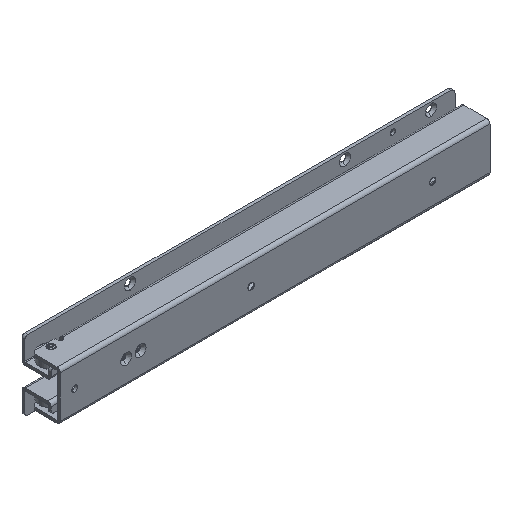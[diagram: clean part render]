
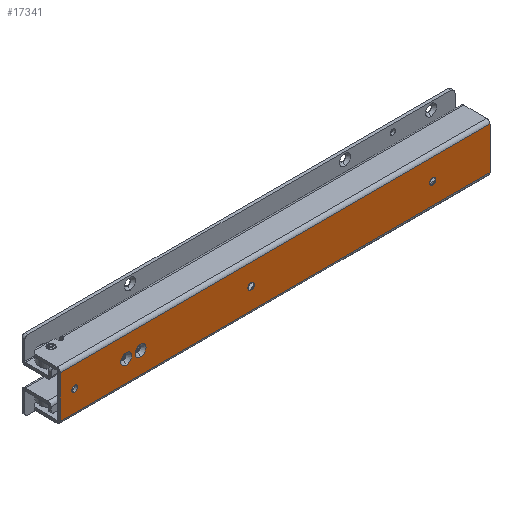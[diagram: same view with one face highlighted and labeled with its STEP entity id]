
A CAD part, isometric view. The second image highlights one B-rep face of the part: STEP entity #17341.
In plain terms, the highlighted face is planar.
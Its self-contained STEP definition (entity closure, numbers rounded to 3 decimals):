
#81 = VERTEX_POINT ( 'NONE', #4065 ) ;
#183 = DIRECTION ( 'NONE',  ( 0., 0., -1. ) ) ;
#281 = DIRECTION ( 'NONE',  ( 0., 0., 1. ) ) ;
#631 = CARTESIAN_POINT ( 'NONE',  ( 250., 0., 0. ) ) ;
#882 = EDGE_CURVE ( 'NONE', #10002, #17749, #5088, .T. ) ;
#914 = CARTESIAN_POINT ( 'NONE',  ( 60., 0., 0. ) ) ;
#1124 = ORIENTED_EDGE ( 'NONE', *, *, #23835, .F. ) ;
#1251 = VERTEX_POINT ( 'NONE', #2308 ) ;
#1733 = EDGE_LOOP ( 'NONE', ( #21007, #1124 ) ) ;
#1866 = VECTOR ( 'NONE', #24190, 1000. ) ;
#1928 = CARTESIAN_POINT ( 'NONE',  ( 250., 0., 3.15 ) ) ;
#2284 = AXIS2_PLACEMENT_3D ( 'NONE', #17066, #9616, #183 ) ;
#2308 = CARTESIAN_POINT ( 'NONE',  ( 250., 0., -3.15 ) ) ;
#2380 = EDGE_CURVE ( 'NONE', #17749, #10002, #19173, .T. ) ;
#2391 = DIRECTION ( 'NONE',  ( 0., 0., -1. ) ) ;
#2761 = EDGE_LOOP ( 'NONE', ( #20149, #14105 ) ) ;
#2884 = ORIENTED_EDGE ( 'NONE', *, *, #18691, .F. ) ;
#2900 = ORIENTED_EDGE ( 'NONE', *, *, #9478, .F. ) ;
#2947 = CARTESIAN_POINT ( 'NONE',  ( 366., 0., 5.75 ) ) ;
#2970 = EDGE_CURVE ( 'NONE', #14098, #6039, #11388, .T. ) ;
#3098 = EDGE_CURVE ( 'NONE', #12742, #15812, #3142, .T. ) ;
#3142 = LINE ( 'NONE', #5234, #1866 ) ;
#3307 = AXIS2_PLACEMENT_3D ( 'NONE', #19133, #9873, #19506 ) ;
#3409 = CARTESIAN_POINT ( 'NONE',  ( 0., 0., 22. ) ) ;
#3576 = DIRECTION ( 'NONE',  ( 0., 0., -1. ) ) ;
#4065 = CARTESIAN_POINT ( 'NONE',  ( 366., 0., -5.75 ) ) ;
#4123 = ORIENTED_EDGE ( 'NONE', *, *, #2970, .F. ) ;
#4431 = DIRECTION ( 'NONE',  ( 0., 0., 1. ) ) ;
#5001 = ORIENTED_EDGE ( 'NONE', *, *, #21580, .T. ) ;
#5004 = ORIENTED_EDGE ( 'NONE', *, *, #5510, .F. ) ;
#5088 = CIRCLE ( 'NONE', #8262, 5.75 ) ;
#5234 = CARTESIAN_POINT ( 'NONE',  ( 0., 0., 58. ) ) ;
#5510 = EDGE_CURVE ( 'NONE', #22232, #1251, #18820, .T. ) ;
#5674 = DIRECTION ( 'NONE',  ( 0., -1., 0. ) ) ;
#5795 = AXIS2_PLACEMENT_3D ( 'NONE', #15602, #13766, #17461 ) ;
#5896 = FACE_BOUND ( 'NONE', #20625, .T. ) ;
#6039 = VERTEX_POINT ( 'NONE', #23536 ) ;
#6251 = EDGE_LOOP ( 'NONE', ( #2884, #4123 ) ) ;
#6346 = CARTESIAN_POINT ( 'NONE',  ( 250., 0., 0. ) ) ;
#6507 = CIRCLE ( 'NONE', #6904, 3.15 ) ;
#6689 = CARTESIAN_POINT ( 'NONE',  ( 60., 0., -3.15 ) ) ;
#6894 = AXIS2_PLACEMENT_3D ( 'NONE', #9589, #5674, #3576 ) ;
#6904 = AXIS2_PLACEMENT_3D ( 'NONE', #631, #22940, #8203 ) ;
#7524 = PLANE ( 'NONE',  #2284 ) ;
#7614 = EDGE_CURVE ( 'NONE', #9992, #81, #21653, .T. ) ;
#7747 = VERTEX_POINT ( 'NONE', #19818 ) ;
#7840 = DIRECTION ( 'NONE',  ( 1., 0., 0. ) ) ;
#8203 = DIRECTION ( 'NONE',  ( 0., 0., 1. ) ) ;
#8262 = AXIS2_PLACEMENT_3D ( 'NONE', #14296, #21927, #18246 ) ;
#8480 = DIRECTION ( 'NONE',  ( 0., 0., 1. ) ) ;
#8860 = DIRECTION ( 'NONE',  ( 0., 0., 1. ) ) ;
#9164 = CARTESIAN_POINT ( 'NONE',  ( 435., 0., 0. ) ) ;
#9478 = EDGE_CURVE ( 'NONE', #1251, #22232, #6507, .T. ) ;
#9589 = CARTESIAN_POINT ( 'NONE',  ( 381., 0., 0. ) ) ;
#9616 = DIRECTION ( 'NONE',  ( 0., -1., 0. ) ) ;
#9873 = DIRECTION ( 'NONE',  ( 0., -1., 0. ) ) ;
#9992 = VERTEX_POINT ( 'NONE', #2947 ) ;
#10002 = VERTEX_POINT ( 'NONE', #21544 ) ;
#10288 = CARTESIAN_POINT ( 'NONE',  ( 450., 0., -22. ) ) ;
#10537 = AXIS2_PLACEMENT_3D ( 'NONE', #6346, #11972, #281 ) ;
#11277 = AXIS2_PLACEMENT_3D ( 'NONE', #20258, #20380, #8860 ) ;
#11388 = CIRCLE ( 'NONE', #14554, 3.15 ) ;
#11538 = VERTEX_POINT ( 'NONE', #14359 ) ;
#11720 = LINE ( 'NONE', #15806, #17674 ) ;
#11972 = DIRECTION ( 'NONE',  ( 0., 1., 0. ) ) ;
#11995 = ORIENTED_EDGE ( 'NONE', *, *, #14684, .T. ) ;
#12283 = AXIS2_PLACEMENT_3D ( 'NONE', #9164, #16721, #12787 ) ;
#12446 = LINE ( 'NONE', #16287, #14140 ) ;
#12685 = CIRCLE ( 'NONE', #20179, 3.1 ) ;
#12742 = VERTEX_POINT ( 'NONE', #16223 ) ;
#12787 = DIRECTION ( 'NONE',  ( 0., 0., 1. ) ) ;
#13766 = DIRECTION ( 'NONE',  ( 0., -1., 0. ) ) ;
#14098 = VERTEX_POINT ( 'NONE', #6689 ) ;
#14105 = ORIENTED_EDGE ( 'NONE', *, *, #19979, .T. ) ;
#14140 = VECTOR ( 'NONE', #21597, 1000. ) ;
#14265 = CARTESIAN_POINT ( 'NONE',  ( 435., 0., 0. ) ) ;
#14296 = CARTESIAN_POINT ( 'NONE',  ( 381., 0., 0. ) ) ;
#14353 = EDGE_LOOP ( 'NONE', ( #5004, #2900 ) ) ;
#14359 = CARTESIAN_POINT ( 'NONE',  ( 450., 0., 22. ) ) ;
#14519 = ORIENTED_EDGE ( 'NONE', *, *, #16173, .T. ) ;
#14554 = AXIS2_PLACEMENT_3D ( 'NONE', #914, #21621, #8480 ) ;
#14684 = EDGE_CURVE ( 'NONE', #15812, #11538, #17130, .T. ) ;
#15290 = CARTESIAN_POINT ( 'NONE',  ( 450., 0., 22. ) ) ;
#15400 = ORIENTED_EDGE ( 'NONE', *, *, #3098, .T. ) ;
#15595 = VERTEX_POINT ( 'NONE', #10288 ) ;
#15602 = CARTESIAN_POINT ( 'NONE',  ( 366., 0., 0. ) ) ;
#15806 = CARTESIAN_POINT ( 'NONE',  ( 450., 0., 58. ) ) ;
#15812 = VERTEX_POINT ( 'NONE', #3409 ) ;
#16173 = EDGE_CURVE ( 'NONE', #11538, #15595, #11720, .T. ) ;
#16223 = CARTESIAN_POINT ( 'NONE',  ( 0., 0., -22. ) ) ;
#16287 = CARTESIAN_POINT ( 'NONE',  ( 450., 0., -22. ) ) ;
#16721 = DIRECTION ( 'NONE',  ( 0., 1., 0. ) ) ;
#16954 = FACE_BOUND ( 'NONE', #14353, .T. ) ;
#17050 = EDGE_LOOP ( 'NONE', ( #14519, #5001, #15400, #11995 ) ) ;
#17066 = CARTESIAN_POINT ( 'NONE',  ( 450., 0., -58. ) ) ;
#17130 = LINE ( 'NONE', #15290, #23908 ) ;
#17341 = ADVANCED_FACE ( 'NONE', ( #22619, #5896, #22733, #16954, #21016, #19045 ), #7524, .F. ) ;
#17461 = DIRECTION ( 'NONE',  ( 0., 0., -1. ) ) ;
#17674 = VECTOR ( 'NONE', #2391, 1000. ) ;
#17749 = VERTEX_POINT ( 'NONE', #19258 ) ;
#18213 = ORIENTED_EDGE ( 'NONE', *, *, #2380, .T. ) ;
#18246 = DIRECTION ( 'NONE',  ( 0., 0., -1. ) ) ;
#18691 = EDGE_CURVE ( 'NONE', #6039, #14098, #19158, .T. ) ;
#18820 = CIRCLE ( 'NONE', #10537, 3.15 ) ;
#19045 = FACE_OUTER_BOUND ( 'NONE', #17050, .T. ) ;
#19090 = CARTESIAN_POINT ( 'NONE',  ( 435., 0., 3.1 ) ) ;
#19133 = CARTESIAN_POINT ( 'NONE',  ( 366., 0., 0. ) ) ;
#19158 = CIRCLE ( 'NONE', #11277, 3.15 ) ;
#19173 = CIRCLE ( 'NONE', #6894, 5.75 ) ;
#19258 = CARTESIAN_POINT ( 'NONE',  ( 381., 0., -5.75 ) ) ;
#19506 = DIRECTION ( 'NONE',  ( 0., 0., -1. ) ) ;
#19818 = CARTESIAN_POINT ( 'NONE',  ( 435., 0., -3.1 ) ) ;
#19979 = EDGE_CURVE ( 'NONE', #81, #9992, #21532, .T. ) ;
#20149 = ORIENTED_EDGE ( 'NONE', *, *, #7614, .T. ) ;
#20179 = AXIS2_PLACEMENT_3D ( 'NONE', #14265, #23644, #4431 ) ;
#20258 = CARTESIAN_POINT ( 'NONE',  ( 60., 0., 0. ) ) ;
#20380 = DIRECTION ( 'NONE',  ( 0., 1., 0. ) ) ;
#20550 = CIRCLE ( 'NONE', #12283, 3.1 ) ;
#20625 = EDGE_LOOP ( 'NONE', ( #24203, #18213 ) ) ;
#21007 = ORIENTED_EDGE ( 'NONE', *, *, #23609, .F. ) ;
#21016 = FACE_BOUND ( 'NONE', #1733, .T. ) ;
#21532 = CIRCLE ( 'NONE', #3307, 5.75 ) ;
#21544 = CARTESIAN_POINT ( 'NONE',  ( 381., 0., 5.75 ) ) ;
#21580 = EDGE_CURVE ( 'NONE', #15595, #12742, #12446, .T. ) ;
#21597 = DIRECTION ( 'NONE',  ( -1., 0., 0. ) ) ;
#21621 = DIRECTION ( 'NONE',  ( 0., 1., 0. ) ) ;
#21653 = CIRCLE ( 'NONE', #5795, 5.75 ) ;
#21920 = VERTEX_POINT ( 'NONE', #19090 ) ;
#21927 = DIRECTION ( 'NONE',  ( 0., -1., 0. ) ) ;
#22232 = VERTEX_POINT ( 'NONE', #1928 ) ;
#22619 = FACE_BOUND ( 'NONE', #2761, .T. ) ;
#22733 = FACE_BOUND ( 'NONE', #6251, .T. ) ;
#22940 = DIRECTION ( 'NONE',  ( 0., 1., 0. ) ) ;
#23536 = CARTESIAN_POINT ( 'NONE',  ( 60., 0., 3.15 ) ) ;
#23609 = EDGE_CURVE ( 'NONE', #21920, #7747, #20550, .T. ) ;
#23644 = DIRECTION ( 'NONE',  ( 0., 1., 0. ) ) ;
#23835 = EDGE_CURVE ( 'NONE', #7747, #21920, #12685, .T. ) ;
#23908 = VECTOR ( 'NONE', #7840, 1000. ) ;
#24190 = DIRECTION ( 'NONE',  ( 0., 0., 1. ) ) ;
#24203 = ORIENTED_EDGE ( 'NONE', *, *, #882, .T. ) ;
